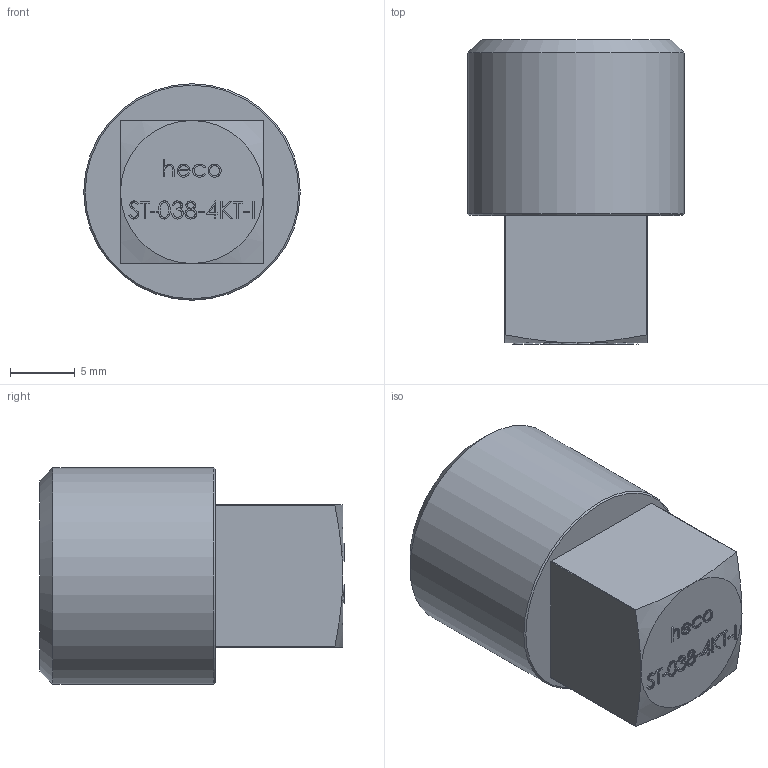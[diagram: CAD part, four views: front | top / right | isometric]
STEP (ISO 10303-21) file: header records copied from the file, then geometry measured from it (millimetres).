
FILE_DESCRIPTION (( 'STEP AP214' ), '1' );
FILE_NAME ('heco_ST-038-4KT-I.STEP', '2015-12-22T10:36:10', ( 'test' ), ( '' ), 'SwSTEP 2.0', 'SolidWorks 2011', '' );
FILE_SCHEMA (( 'AUTOMOTIVE_DESIGN' ));
Length unit declared in the file: millimetre
Products named in the file (1): heco_ST-038-4KT-I
Bounding box: 16.66 x 23.4 x 16.66 mm (x, y, z)
Volume: 4099.5 mm3; surface area: 1536.6 mm2
Topology: 1 solids, 1 shells, 204 faces, 531 edges, 352 vertices
Faces by surface type: plane 103, bspline 90, cone 6, cylinder 5
Full cylindrical faces by diameter (mm): 16.662 x1
Entity records: 13070 total; most frequent: CARTESIAN_POINT 6423, ORIENTED_EDGE 1056, DIRECTION 586, EDGE_CURVE 528, VERTEX_POINT 352, LINE 324, VECTOR 324, EDGE_LOOP 230
